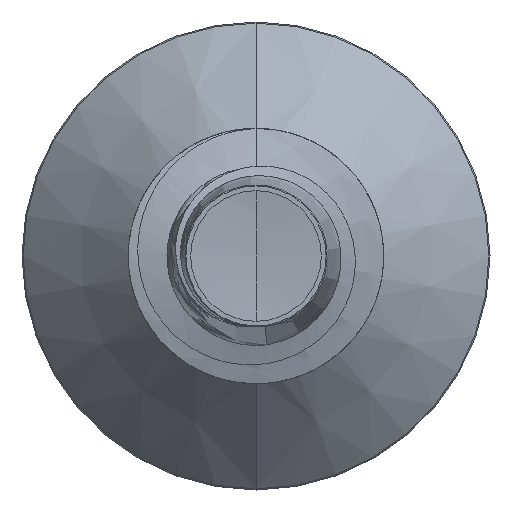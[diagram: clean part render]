
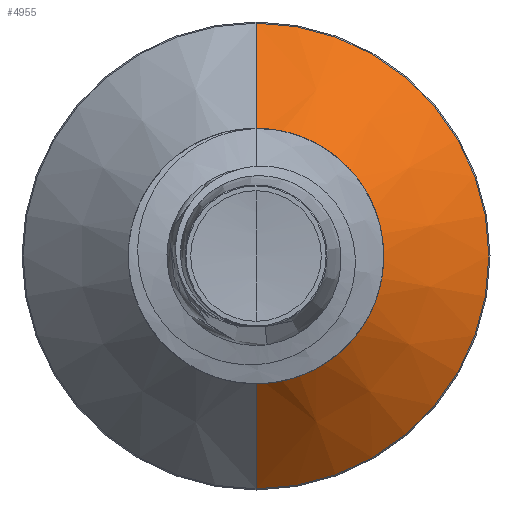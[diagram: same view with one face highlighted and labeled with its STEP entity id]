
A CAD part, front view. The second image highlights one B-rep face of the part: STEP entity #4955.
In plain terms, the highlighted conical face has half-angle 45 degrees and reference radius 1.414 mm.
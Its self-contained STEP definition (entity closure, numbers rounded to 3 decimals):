
#372 = AXIS2_PLACEMENT_3D ( 'NONE', #9783, #9666, #10352 ) ;
#2092 = DIRECTION ( 'NONE',  ( 0., 0., 1. ) ) ;
#2180 = DIRECTION ( 'NONE',  ( 0., 1., 0. ) ) ;
#2186 = CARTESIAN_POINT ( 'NONE',  ( 0., 19.437, 0. ) ) ;
#3015 = CARTESIAN_POINT ( 'NONE',  ( 0., 18.114, 1.414 ) ) ;
#3272 = CARTESIAN_POINT ( 'NONE',  ( 0., 19.437, -2.737 ) ) ;
#4289 = CONICAL_SURFACE ( 'NONE', #372, 1.414, 0.785 ) ;
#4451 = CARTESIAN_POINT ( 'NONE',  ( 0., 18.114, 1.414 ) ) ;
#4955 = ADVANCED_FACE ( 'NONE', ( #17905 ), #4289, .T. ) ;
#6641 = AXIS2_PLACEMENT_3D ( 'NONE', #16588, #16541, #16534 ) ;
#7123 = ORIENTED_EDGE ( 'NONE', *, *, #15733, .F. ) ;
#7291 = CARTESIAN_POINT ( 'NONE',  ( 0., 18.114, -1.414 ) ) ;
#7413 = DIRECTION ( 'NONE',  ( 0., 0.707, -0.707 ) ) ;
#8131 = EDGE_CURVE ( 'NONE', #9643, #20218, #20541, .T. ) ;
#9262 = CARTESIAN_POINT ( 'NONE',  ( 0., 18.114, -1.414 ) ) ;
#9643 = VERTEX_POINT ( 'NONE', #19261 ) ;
#9666 = DIRECTION ( 'NONE',  ( 0., 1., 0. ) ) ;
#9783 = CARTESIAN_POINT ( 'NONE',  ( 0., 18.114, 0. ) ) ;
#10352 = DIRECTION ( 'NONE',  ( 0., 0., 1. ) ) ;
#12119 = VECTOR ( 'NONE', #7413, 1000. ) ;
#12206 = LINE ( 'NONE', #7291, #12119 ) ;
#12273 = VERTEX_POINT ( 'NONE', #4451 ) ;
#12438 = LINE ( 'NONE', #3015, #12492 ) ;
#12492 = VECTOR ( 'NONE', #18469, 1000. ) ;
#15517 = ORIENTED_EDGE ( 'NONE', *, *, #16408, .T. ) ;
#15733 = EDGE_CURVE ( 'NONE', #12273, #9643, #12438, .T. ) ;
#15851 = ORIENTED_EDGE ( 'NONE', *, *, #8131, .F. ) ;
#16408 = EDGE_CURVE ( 'NONE', #12273, #18543, #20114, .T. ) ;
#16534 = DIRECTION ( 'NONE',  ( 0., 0., 1. ) ) ;
#16541 = DIRECTION ( 'NONE',  ( 0., 1., 0. ) ) ;
#16588 = CARTESIAN_POINT ( 'NONE',  ( 0., 18.114, 0. ) ) ;
#17905 = FACE_OUTER_BOUND ( 'NONE', #25683, .T. ) ;
#18469 = DIRECTION ( 'NONE',  ( 0., 0.707, 0.707 ) ) ;
#18543 = VERTEX_POINT ( 'NONE', #9262 ) ;
#19204 = EDGE_CURVE ( 'NONE', #18543, #20218, #12206, .T. ) ;
#19261 = CARTESIAN_POINT ( 'NONE',  ( 0., 19.437, 2.737 ) ) ;
#20114 = CIRCLE ( 'NONE', #6641, 1.414 ) ;
#20218 = VERTEX_POINT ( 'NONE', #3272 ) ;
#20541 = CIRCLE ( 'NONE', #25557, 2.737 ) ;
#21204 = ORIENTED_EDGE ( 'NONE', *, *, #19204, .T. ) ;
#25557 = AXIS2_PLACEMENT_3D ( 'NONE', #2186, #2180, #2092 ) ;
#25683 = EDGE_LOOP ( 'NONE', ( #15517, #21204, #15851, #7123 ) ) ;
